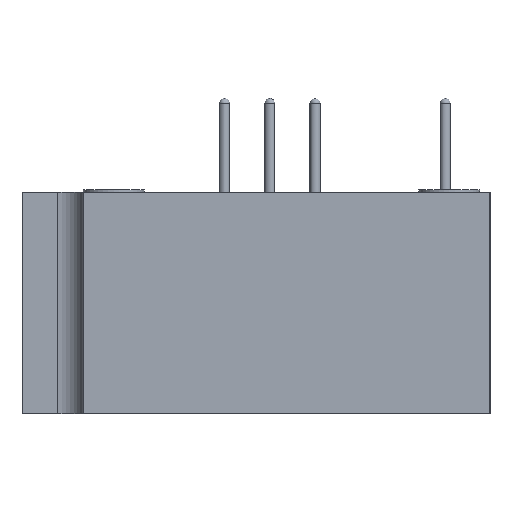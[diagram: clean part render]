
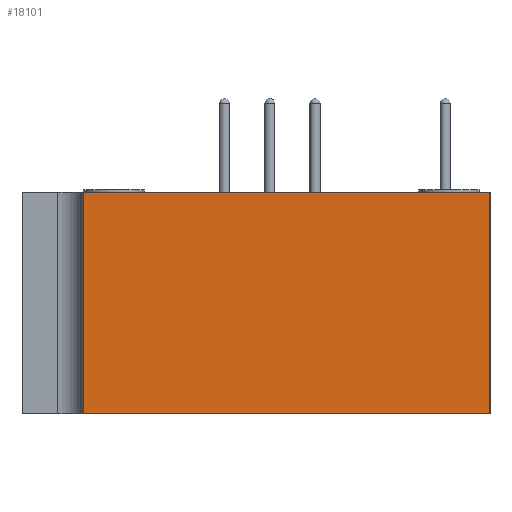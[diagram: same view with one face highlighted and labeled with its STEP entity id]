
A CAD part, left-side view. The second image highlights one B-rep face of the part: STEP entity #18101.
In plain terms, the highlighted planar face has unit normal (-1, 0, 0).
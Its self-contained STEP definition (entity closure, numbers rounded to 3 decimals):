
#1474=LINE('',#21641,#2126);
#1487=LINE('',#24776,#2139);
#1488=LINE('',#24778,#2140);
#1489=LINE('',#24780,#2141);
#2126=VECTOR('',#19605,1000.);
#2139=VECTOR('',#19678,1000.);
#2140=VECTOR('',#19679,1000.);
#2141=VECTOR('',#19680,1000.);
#3415=ORIENTED_EDGE('',*,*,#6704,.T.);
#3416=ORIENTED_EDGE('',*,*,#7307,.F.);
#3417=ORIENTED_EDGE('',*,*,#7308,.F.);
#3418=ORIENTED_EDGE('',*,*,#7309,.F.);
#6704=EDGE_CURVE('',#8665,#8664,#1474,.T.);
#7307=EDGE_CURVE('',#9267,#8664,#1487,.T.);
#7308=EDGE_CURVE('',#9268,#9267,#1488,.T.);
#7309=EDGE_CURVE('',#8665,#9268,#1489,.T.);
#8664=VERTEX_POINT('',#21640);
#8665=VERTEX_POINT('',#21642);
#9267=VERTEX_POINT('',#24777);
#9268=VERTEX_POINT('',#24779);
#10166=EDGE_LOOP('',(#3415,#3416,#3417,#3418));
#11120=FACE_BOUND('',#10166,.T.);
#11973=PLANE('',#18931);
#18101=ADVANCED_FACE('',(#11120),#11973,.T.);
#18931=AXIS2_PLACEMENT_3D('',#24775,#19676,#19677);
#19605=DIRECTION('',(0.,1.,0.));
#19676=DIRECTION('',(-1.,0.,0.));
#19677=DIRECTION('',(0.,0.,1.));
#19678=DIRECTION('',(0.,0.,1.));
#19679=DIRECTION('',(0.,1.,0.));
#19680=DIRECTION('',(0.,0.,-1.));
#21640=CARTESIAN_POINT('',(-63.5,17.,10.875));
#21641=CARTESIAN_POINT('',(-63.5,-23.,10.875));
#21642=CARTESIAN_POINT('',(-63.5,-23.,10.875));
#24775=CARTESIAN_POINT('',(-63.5,-23.,10.875));
#24776=CARTESIAN_POINT('',(-63.5,17.,-125.939));
#24777=CARTESIAN_POINT('',(-63.5,17.,-10.875));
#24778=CARTESIAN_POINT('',(-63.5,-23.,-10.875));
#24779=CARTESIAN_POINT('',(-63.5,-23.,-10.875));
#24780=CARTESIAN_POINT('',(-63.5,-23.,10.875));
